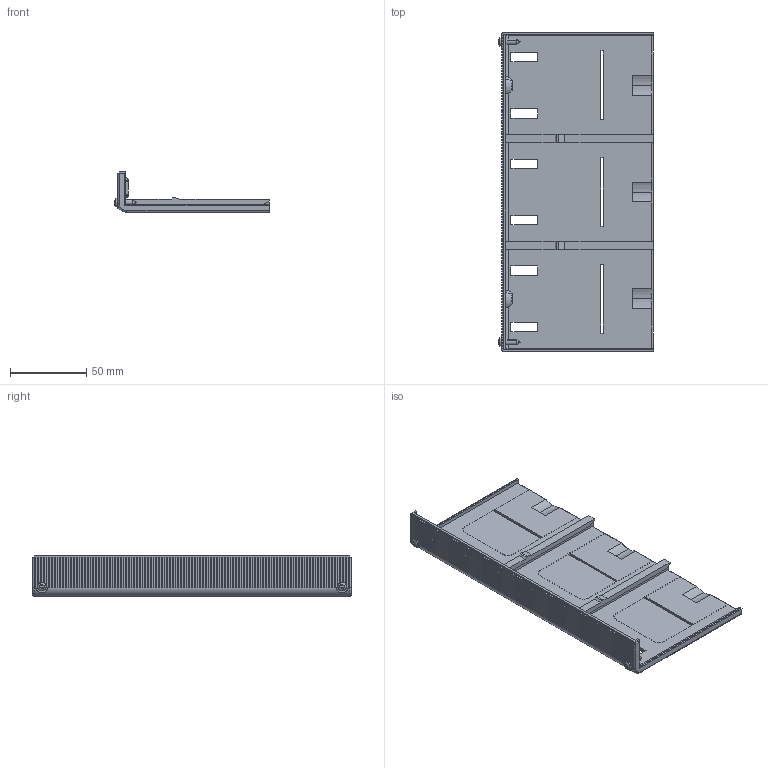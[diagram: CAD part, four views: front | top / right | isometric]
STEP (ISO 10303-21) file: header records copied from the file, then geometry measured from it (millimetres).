
FILE_DESCRIPTION((''),'2;1');
FILE_NAME('1SDH002065A1206_IGES','2020-07-29T15:05:07',('ITMADEL7'),(''),'CREO PARAMETRIC BY PTC INC, 2019030','CREO PARAMETRIC BY PTC INC, 2019030','');
FILE_SCHEMA(('AUTOMOTIVE_DESIGN { 1 0 10303 214 1 1 1 1 }'));
Length unit declared in the file: millimetre
Products named in the file (1): 1SDH002065A1206_IGES
Bounding box: 101.64 x 209 x 26.7 mm (x, y, z)
Volume: 65823.6 mm3; surface area: 61476.5 mm2
Topology: 3 solids, 3 shells, 971 faces, 2665 edges, 1675 vertices
Faces by surface type: plane 884, cylinder 52, cone 21, torus 10, sphere 4
Entity records: 38278 total; most frequent: CARTESIAN_POINT 6387, ORIENTED_EDGE 5298, DIRECTION 4719, EDGE_CURVE 2649, VECTOR 2399, LINE 2399, VERTEX_POINT 1671, AXIS2_PLACEMENT_3D 1160
